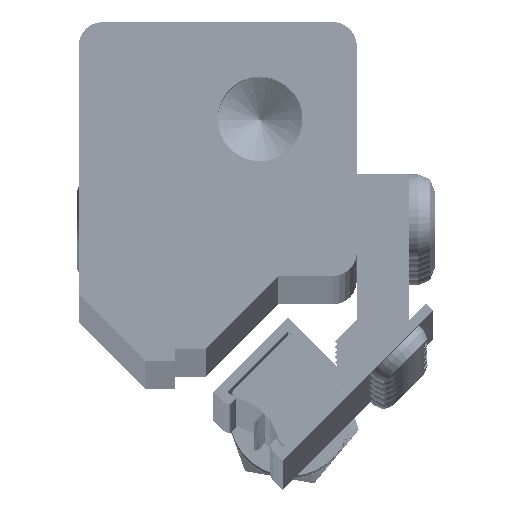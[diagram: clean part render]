
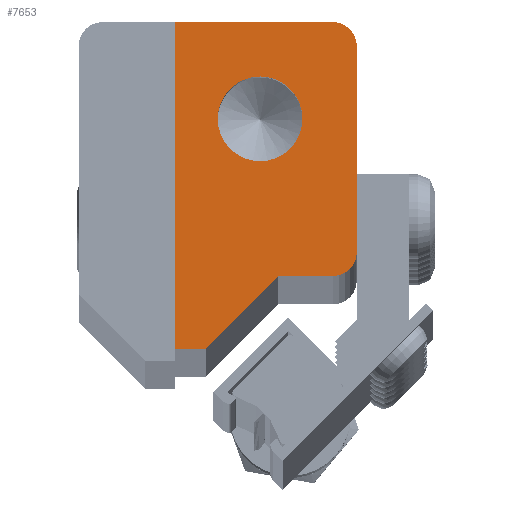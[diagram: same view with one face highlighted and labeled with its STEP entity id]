
A CAD part, top view. The second image highlights one B-rep face of the part: STEP entity #7653.
In plain terms, the highlighted planar face has unit normal (0, 0, 1).
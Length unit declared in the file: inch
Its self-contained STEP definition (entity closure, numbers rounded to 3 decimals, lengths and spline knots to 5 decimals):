
#815=LINE('',#12058,#1077);
#819=LINE('',#12398,#1081);
#823=LINE('',#12406,#1085);
#826=LINE('',#12412,#1088);
#829=LINE('',#12418,#1091);
#833=LINE('',#12432,#1095);
#1077=VECTOR('',#9461,0.3937);
#1081=VECTOR('',#9881,0.3937);
#1085=VECTOR('',#9887,0.3937);
#1088=VECTOR('',#9892,0.3937);
#1091=VECTOR('',#9897,0.3937);
#1095=VECTOR('',#9915,0.3937);
#1346=PLANE('',#8465);
#1712=FACE_BOUND('',#3069,.T.);
#2384=FACE_OUTER_BOUND('',#3068,.T.);
#3068=EDGE_LOOP('',(#6140,#6141,#6142,#6143,#6144,#6145,#6146,#6147));
#3069=EDGE_LOOP('',(#6148));
#3821=CIRCLE('',#8229,0.21875);
#3952=CIRCLE('',#8458,0.125);
#3954=CIRCLE('',#8461,0.125);
#4310=VERTEX_POINT('',#12028);
#4321=VERTEX_POINT('',#12056);
#4322=VERTEX_POINT('',#12057);
#4449=VERTEX_POINT('',#12396);
#4450=VERTEX_POINT('',#12397);
#4453=VERTEX_POINT('',#12405);
#4455=VERTEX_POINT('',#12411);
#4457=VERTEX_POINT('',#12417);
#4459=VERTEX_POINT('',#12426);
#5000=EDGE_CURVE('',#4310,#4310,#3821,.T.);
#5011=EDGE_CURVE('',#4321,#4322,#815,.T.);
#5139=EDGE_CURVE('',#4449,#4450,#819,.T.);
#5143=EDGE_CURVE('',#4450,#4453,#823,.T.);
#5146=EDGE_CURVE('',#4453,#4455,#826,.T.);
#5149=EDGE_CURVE('',#4455,#4457,#829,.T.);
#5152=EDGE_CURVE('',#4457,#4321,#3952,.T.);
#5154=EDGE_CURVE('',#4322,#4459,#3954,.T.);
#5157=EDGE_CURVE('',#4459,#4449,#833,.T.);
#6140=ORIENTED_EDGE('',*,*,#5139,.F.);
#6141=ORIENTED_EDGE('',*,*,#5157,.F.);
#6142=ORIENTED_EDGE('',*,*,#5154,.F.);
#6143=ORIENTED_EDGE('',*,*,#5011,.F.);
#6144=ORIENTED_EDGE('',*,*,#5152,.F.);
#6145=ORIENTED_EDGE('',*,*,#5149,.F.);
#6146=ORIENTED_EDGE('',*,*,#5146,.F.);
#6147=ORIENTED_EDGE('',*,*,#5143,.F.);
#6148=ORIENTED_EDGE('',*,*,#5000,.T.);
#7653=ADVANCED_FACE('',(#2384,#1712),#1346,.T.);
#8229=AXIS2_PLACEMENT_3D('',#12029,#9427,#9428);
#8458=AXIS2_PLACEMENT_3D('',#12423,#9902,#9903);
#8461=AXIS2_PLACEMENT_3D('',#12427,#9908,#9909);
#8465=AXIS2_PLACEMENT_3D('',#12435,#9919,#9920);
#9427=DIRECTION('center_axis',(0.,0.,-1.));
#9428=DIRECTION('ref_axis',(1.,0.,0.));
#9461=DIRECTION('',(0.,-1.,0.));
#9881=DIRECTION('',(-0.707,-0.707,0.));
#9887=DIRECTION('',(-1.,0.,0.));
#9892=DIRECTION('',(0.,1.,0.));
#9897=DIRECTION('',(1.,0.,0.));
#9902=DIRECTION('center_axis',(0.,0.,-1.));
#9903=DIRECTION('ref_axis',(1.,0.,0.));
#9908=DIRECTION('center_axis',(0.,0.,-1.));
#9909=DIRECTION('ref_axis',(0.,-1.,0.));
#9915=DIRECTION('',(-1.,0.,0.));
#9919=DIRECTION('center_axis',(0.,0.,1.));
#9920=DIRECTION('ref_axis',(1.,0.,0.));
#12028=CARTESIAN_POINT('',(0.625,0.8125,84.));
#12029=CARTESIAN_POINT('Origin',(0.40625,0.8125,84.));
#12056=CARTESIAN_POINT('',(0.90625,1.1875,84.));
#12057=CARTESIAN_POINT('',(0.90625,0.125,84.));
#12058=CARTESIAN_POINT('',(0.90625,0.125,84.));
#12396=CARTESIAN_POINT('',(0.5,0.,84.));
#12397=CARTESIAN_POINT('',(0.125,-0.375,84.));
#12398=CARTESIAN_POINT('',(0.125,-0.375,84.));
#12405=CARTESIAN_POINT('',(-0.03125,-0.375,84.));
#12406=CARTESIAN_POINT('',(-0.03125,-0.375,84.));
#12411=CARTESIAN_POINT('',(-0.03125,1.3125,84.));
#12412=CARTESIAN_POINT('',(-0.03125,1.3125,84.));
#12417=CARTESIAN_POINT('',(0.78125,1.3125,84.));
#12418=CARTESIAN_POINT('',(0.78125,1.3125,84.));
#12423=CARTESIAN_POINT('Origin',(0.78125,1.1875,84.));
#12426=CARTESIAN_POINT('',(0.78125,0.,84.));
#12427=CARTESIAN_POINT('Origin',(0.78125,0.125,84.));
#12432=CARTESIAN_POINT('',(0.5,0.,84.));
#12435=CARTESIAN_POINT('Origin',(0.38705,0.53917,84.));
